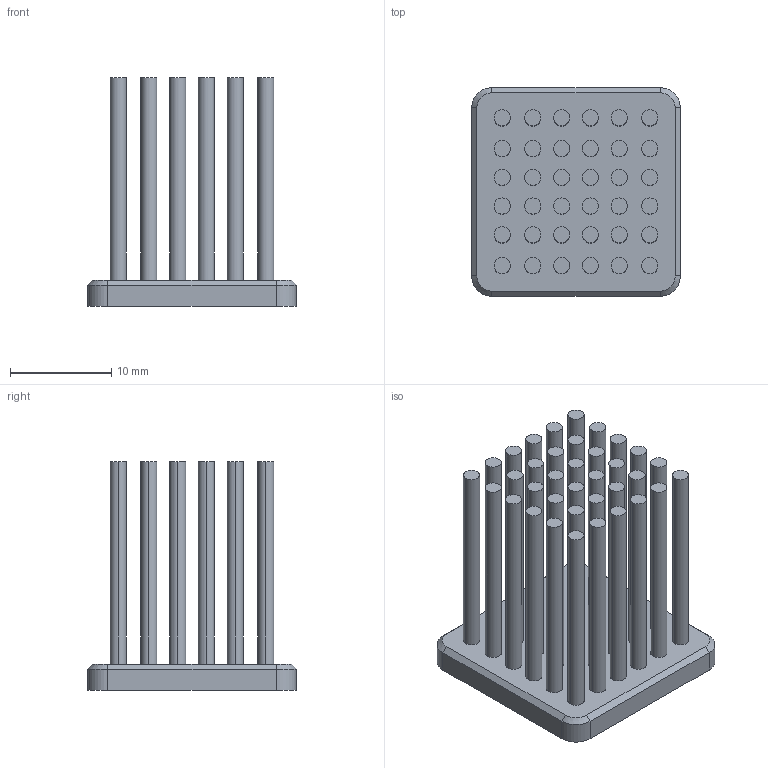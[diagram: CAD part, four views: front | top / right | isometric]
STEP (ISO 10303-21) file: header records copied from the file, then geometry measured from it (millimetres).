
FILE_DESCRIPTION(('FreeCAD Model'),'2;1');
FILE_NAME('902-21-2-23-X-B-0.STEP','2020-08-26T23:46:33',('Author'),('') ,'Open CASCADE STEP processor 7.3','FreeCAD','Unknown');
FILE_SCHEMA(('AUTOMOTIVE_DESIGN { 1 0 10303 214 1 1 1 1 }'));
Length unit declared in the file: millimetre
Products named in the file (1): HS210_ROUND
Bounding box: 20.6 x 20.6 x 22.6 mm (x, y, z)
Volume: 2532.3 mm3; surface area: 4642.8 mm2
Topology: 1 solids, 1 shells, 126 faces, 256 edges, 168 vertices
Faces by surface type: cylinder 76, plane 46, cone 4
Entity records: 7165 total; most frequent: CARTESIAN_POINT 1951, DIRECTION 1030, ORIENTED_EDGE 512, PCURVE 512, DEFINITIONAL_REPRESENTATION 512, LINE 460, VECTOR 460, AXIS2_PLACEMENT_3D 283
